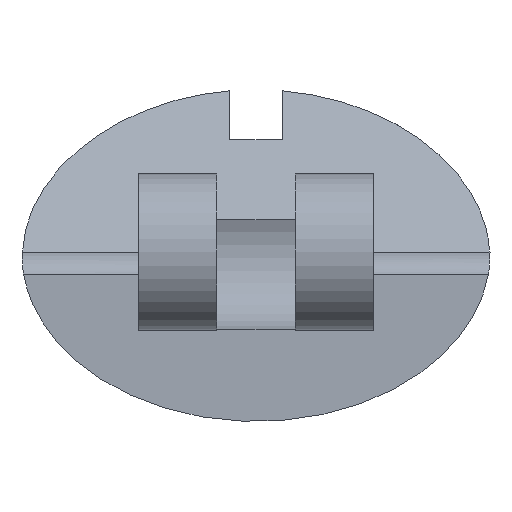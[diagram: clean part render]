
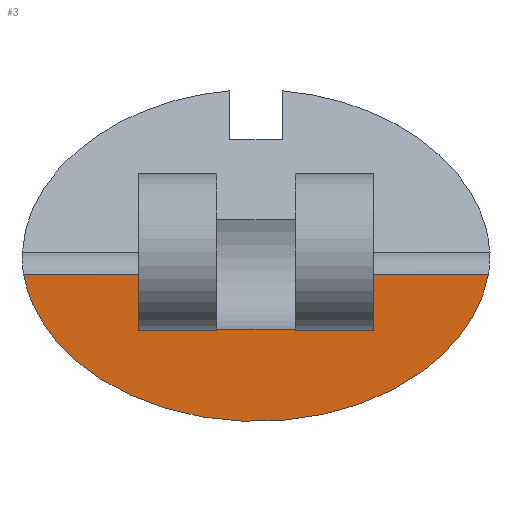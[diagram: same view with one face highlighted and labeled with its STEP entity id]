
A CAD part, front view. The second image highlights one B-rep face of the part: STEP entity #3.
In plain terms, the highlighted planar face has unit normal (0, -1, 0).
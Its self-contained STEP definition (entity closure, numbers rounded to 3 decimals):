
#3 = ADVANCED_FACE ( 'NONE', ( #1506 ), #1305, .F. ) ;
#6 = VECTOR ( 'NONE', #762, 1000. ) ;
#15 = VECTOR ( 'NONE', #1155, 1000. ) ;
#18 = EDGE_CURVE ( 'NONE', #1983, #217, #285, .T. ) ;
#65 = CARTESIAN_POINT ( 'NONE',  ( 4.5, 0., -2.958 ) ) ;
#173 = EDGE_CURVE ( 'NONE', #652, #980, #1882, .T. ) ;
#185 = CARTESIAN_POINT ( 'NONE',  ( -9.525, 0., -0.866 ) ) ;
#200 = CARTESIAN_POINT ( 'NONE',  ( -7.043, 0., -10.949 ) ) ;
#217 = VERTEX_POINT ( 'NONE', #2088 ) ;
#249 = DIRECTION ( 'NONE',  ( 0., 0., -1. ) ) ;
#260 = CARTESIAN_POINT ( 'NONE',  ( -4.5, 0., -2.958 ) ) ;
#261 = VERTEX_POINT ( 'NONE', #1380 ) ;
#284 = CARTESIAN_POINT ( 'NONE',  ( -8.92, 0., -0.866 ) ) ;
#285 = LINE ( 'NONE', #1666, #2132 ) ;
#311 = EDGE_CURVE ( 'NONE', #572, #261, #1965, .T. ) ;
#370 = VECTOR ( 'NONE', #1498, 1000. ) ;
#411 = DIRECTION ( 'NONE',  ( 0., 0., 1. ) ) ;
#423 = LINE ( 'NONE', #185, #445 ) ;
#445 = VECTOR ( 'NONE', #1116, 1000. ) ;
#457 = EDGE_CURVE ( 'NONE', #652, #261, #764, .T. ) ;
#466 = CARTESIAN_POINT ( 'NONE',  ( -9.525, 0., -0.866 ) ) ;
#478 = DIRECTION ( 'NONE',  ( 0., 1., 0. ) ) ;
#507 = ORIENTED_EDGE ( 'NONE', *, *, #18, .F. ) ;
#572 = VERTEX_POINT ( 'NONE', #2065 ) ;
#629 = LINE ( 'NONE', #935, #370 ) ;
#652 = VERTEX_POINT ( 'NONE', #1548 ) ;
#730 = LINE ( 'NONE', #65, #1634 ) ;
#762 = DIRECTION ( 'NONE',  ( -1., 0., 0. ) ) ;
#764 = LINE ( 'NONE', #466, #15 ) ;
#842 = ORIENTED_EDGE ( 'NONE', *, *, #2026, .T. ) ;
#872 = CARTESIAN_POINT ( 'NONE',  ( 8.92, 0., -0.866 ) ) ;
#887 = CARTESIAN_POINT ( 'NONE',  ( 1.5, 0., -2.958 ) ) ;
#892 = CARTESIAN_POINT ( 'NONE',  ( -8.92, 0., -0.866 ) ) ;
#921 = EDGE_CURVE ( 'NONE', #1427, #217, #1625, .T. ) ;
#930 = DIRECTION ( 'NONE',  ( 1., 0., 0. ) ) ;
#935 = CARTESIAN_POINT ( 'NONE',  ( 1.5, 0., -2.958 ) ) ;
#980 = VERTEX_POINT ( 'NONE', #284 ) ;
#1034 = ORIENTED_EDGE ( 'NONE', *, *, #1683, .F. ) ;
#1116 = DIRECTION ( 'NONE',  ( -1., 0., 0. ) ) ;
#1134 = VERTEX_POINT ( 'NONE', #887 ) ;
#1143 = DIRECTION ( 'NONE',  ( 0., 0., 1. ) ) ;
#1148 = CARTESIAN_POINT ( 'NONE',  ( -1.5, 0., -2.958 ) ) ;
#1155 = DIRECTION ( 'NONE',  ( -1., 0., 0. ) ) ;
#1243 = CARTESIAN_POINT ( 'NONE',  ( -4.5, 0., -0.866 ) ) ;
#1296 = CARTESIAN_POINT ( 'NONE',  ( 0., 0., 0. ) ) ;
#1305 = PLANE ( 'NONE',  #1847 ) ;
#1380 = CARTESIAN_POINT ( 'NONE',  ( 4.5, 0., -0.866 ) ) ;
#1427 = VERTEX_POINT ( 'NONE', #1148 ) ;
#1498 = DIRECTION ( 'NONE',  ( 1., 0., 0. ) ) ;
#1506 = FACE_OUTER_BOUND ( 'NONE', #2044, .T. ) ;
#1548 = CARTESIAN_POINT ( 'NONE',  ( 8.92, 0., -0.866 ) ) ;
#1559 = EDGE_CURVE ( 'NONE', #1134, #572, #730, .T. ) ;
#1596 = ORIENTED_EDGE ( 'NONE', *, *, #1559, .F. ) ;
#1625 = LINE ( 'NONE', #260, #6 ) ;
#1634 = VECTOR ( 'NONE', #930, 1000. ) ;
#1666 = CARTESIAN_POINT ( 'NONE',  ( -4.5, 0., 0. ) ) ;
#1683 = EDGE_CURVE ( 'NONE', #1427, #1134, #629, .T. ) ;
#1690 = ORIENTED_EDGE ( 'NONE', *, *, #311, .F. ) ;
#1728 = VECTOR ( 'NONE', #411, 1000. ) ;
#1755 = CARTESIAN_POINT ( 'NONE',  ( 7.043, 0., -10.949 ) ) ;
#1782 = CARTESIAN_POINT ( 'NONE',  ( 4.5, 0., 0. ) ) ;
#1847 = AXIS2_PLACEMENT_3D ( 'NONE', #1296, #478, #1143 ) ;
#1882 =( BOUNDED_CURVE ( )  B_SPLINE_CURVE ( 3, ( #872, #1755, #200, #892 ),
 .UNSPECIFIED., .F., .T. ) 
 B_SPLINE_CURVE_WITH_KNOTS ( ( 4, 4 ),
 ( 0.134, 3.008 ),
 .UNSPECIFIED. ) 
 CURVE ( )  GEOMETRIC_REPRESENTATION_ITEM ( )  RATIONAL_B_SPLINE_CURVE ( ( 1., 0.422, 0.422, 1. ) ) 
 REPRESENTATION_ITEM ( '' )  );
#1916 = ORIENTED_EDGE ( 'NONE', *, *, #457, .T. ) ;
#1965 = LINE ( 'NONE', #1782, #1728 ) ;
#1983 = VERTEX_POINT ( 'NONE', #1243 ) ;
#2026 = EDGE_CURVE ( 'NONE', #1983, #980, #423, .T. ) ;
#2044 = EDGE_LOOP ( 'NONE', ( #2064, #1916, #1690, #1596, #1034, #2066, #507, #842 ) ) ;
#2064 = ORIENTED_EDGE ( 'NONE', *, *, #173, .F. ) ;
#2065 = CARTESIAN_POINT ( 'NONE',  ( 4.5, 0., -2.958 ) ) ;
#2066 = ORIENTED_EDGE ( 'NONE', *, *, #921, .T. ) ;
#2088 = CARTESIAN_POINT ( 'NONE',  ( -4.5, 0., -2.958 ) ) ;
#2132 = VECTOR ( 'NONE', #249, 1000. ) ;
